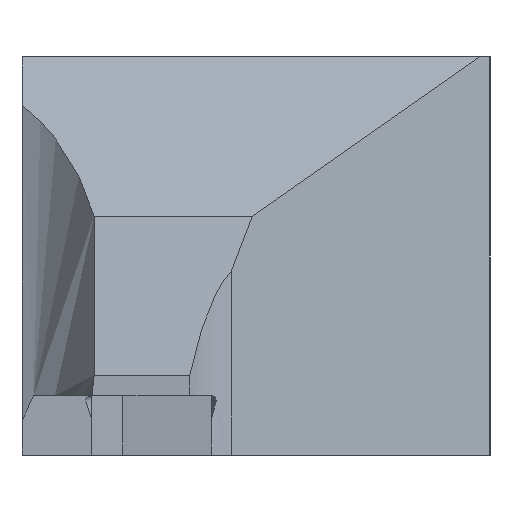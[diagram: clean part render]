
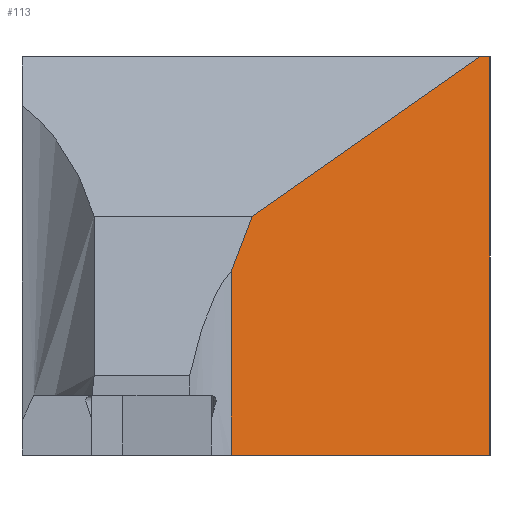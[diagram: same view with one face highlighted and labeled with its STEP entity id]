
A CAD part, left-side view. The second image highlights one B-rep face of the part: STEP entity #113.
In plain terms, the highlighted planar face has unit normal (-0.819, -0.574, 0).
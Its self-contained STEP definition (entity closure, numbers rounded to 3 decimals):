
#103 = EDGE_CURVE ( 'Defeature ausgef�hrt1_17+Defeature ausgef�hrt1_16+Defeature ausgef�hrt1_22+Defeature ausgef�hrt1_4', #1050, #1545, #810, .T. ) ;
#107 = CARTESIAN_POINT ( 'NONE',  ( 1.4, 13., -20. ) ) ;
#113 = ADVANCED_FACE ( 'Defeature ausgef�hrt1_17', ( #1585 ), #496, .F. ) ;
#135 = CARTESIAN_POINT ( 'NONE',  ( 10.503, 0., -40. ) ) ;
#138 = EDGE_LOOP ( 'NONE', ( #861, #1101, #596, #370, #1207, #2000 ) ) ;
#236 = VECTOR ( 'NONE', #893, 1000. ) ;
#255 = EDGE_CURVE ( 'Defeature ausgef�hrt1_4+Defeature ausgef�hrt1_17+Defeature ausgef�hrt1_8+Defeature ausgef�hrt1_16', #1632, #1545, #1386, .T. ) ;
#360 = CARTESIAN_POINT ( 'NONE',  ( 3.564, 9.909, -26.579 ) ) ;
#367 = CARTESIAN_POINT ( 'NONE',  ( 1.4, 13., -20. ) ) ;
#370 = ORIENTED_EDGE ( 'NONE', *, *, #1785, .F. ) ;
#432 = VECTOR ( 'NONE', #1475, 1000. ) ;
#478 = DIRECTION ( 'NONE',  ( -0.574, 0.819, 0. ) ) ;
#496 = PLANE ( 'NONE',  #1920 ) ;
#510 = CARTESIAN_POINT ( 'NONE',  ( 10.503, 0., -20. ) ) ;
#596 = ORIENTED_EDGE ( 'NONE', *, *, #255, .F. ) ;
#633 = EDGE_CURVE ( 'Defeature ausgef�hrt1_22+Defeature ausgef�hrt1_17+Defeature ausgef�hrt1_16+Defeature ausgef�hrt1_21', #1050, #2051, #1595, .T. ) ;
#747 = VERTEX_POINT ( 'NONE', #2011 ) ;
#810 = LINE ( 'NONE', #107, #236 ) ;
#825 = EDGE_CURVE ( 'Defeature ausgef�hrt1_21+Defeature ausgef�hrt1_17+Defeature ausgef�hrt1_22+Defeature ausgef�hrt1_9', #2051, #747, #1546, .T. ) ;
#861 = ORIENTED_EDGE ( 'NONE', *, *, #633, .F. ) ;
#893 = DIRECTION ( 'NONE',  ( 0., 0., -1. ) ) ;
#909 = CARTESIAN_POINT ( 'NONE',  ( 3.77, 9.615, -21.93 ) ) ;
#1025 = VECTOR ( 'NONE', #1036, 1000. ) ;
#1036 = DIRECTION ( 'NONE',  ( 0.243, -0.347, 0.906 ) ) ;
#1050 = VERTEX_POINT ( 'NONE', #1218 ) ;
#1101 = ORIENTED_EDGE ( 'NONE', *, *, #103, .T. ) ;
#1146 = VECTOR ( 'NONE', #1256, 1000. ) ;
#1168 = VECTOR ( 'NONE', #478, 1000. ) ;
#1207 = ORIENTED_EDGE ( 'NONE', *, *, #1788, .T. ) ;
#1218 = CARTESIAN_POINT ( 'NONE',  ( 1.4, 13., -30.775 ) ) ;
#1229 = VERTEX_POINT ( 'NONE', #1249 ) ;
#1249 = CARTESIAN_POINT ( 'NONE',  ( 10.503, 0., -20. ) ) ;
#1256 = DIRECTION ( 'NONE',  ( 0., 0., -1. ) ) ;
#1339 = CARTESIAN_POINT ( 'NONE',  ( 1.4, 13., -40. ) ) ;
#1374 = VECTOR ( 'NONE', #1905, 1000. ) ;
#1386 = LINE ( 'NONE', #1974, #1168 ) ;
#1475 = DIRECTION ( 'NONE',  ( -0.574, 0.819, 0. ) ) ;
#1481 = DIRECTION ( 'NONE',  ( 0.819, 0.574, 0. ) ) ;
#1485 = CARTESIAN_POINT ( 'NONE',  ( 1.4, 13., -20. ) ) ;
#1545 = VERTEX_POINT ( 'NONE', #1339 ) ;
#1546 = LINE ( 'NONE', #360, #1374 ) ;
#1583 = DIRECTION ( 'NONE',  ( -0.574, 0.819, 0. ) ) ;
#1585 = FACE_OUTER_BOUND ( 'NONE', #138, .T. ) ;
#1595 = LINE ( 'NONE', #909, #1025 ) ;
#1632 = VERTEX_POINT ( 'NONE', #135 ) ;
#1785 = EDGE_CURVE ( 'Defeature ausgef�hrt1_8+Defeature ausgef�hrt1_17+Defeature ausgef�hrt1_9+Defeature ausgef�hrt1_4', #1229, #1632, #2044, .T. ) ;
#1788 = EDGE_CURVE ( 'Defeature ausgef�hrt1_17+Defeature ausgef�hrt1_9+Defeature ausgef�hrt1_8+Defeature ausgef�hrt1_21', #1229, #747, #2039, .T. ) ;
#1905 = DIRECTION ( 'NONE',  ( 0.498, -0.711, 0.498 ) ) ;
#1920 = AXIS2_PLACEMENT_3D ( 'NONE', #367, #1481, #1583 ) ;
#1974 = CARTESIAN_POINT ( 'NONE',  ( 1.4, 13., -40. ) ) ;
#2000 = ORIENTED_EDGE ( 'NONE', *, *, #825, .F. ) ;
#2011 = CARTESIAN_POINT ( 'NONE',  ( 10.144, 0.513, -20. ) ) ;
#2021 = CARTESIAN_POINT ( 'NONE',  ( 2.144, 11.938, -28. ) ) ;
#2039 = LINE ( 'NONE', #1485, #432 ) ;
#2044 = LINE ( 'NONE', #510, #1146 ) ;
#2051 = VERTEX_POINT ( 'NONE', #2021 ) ;
